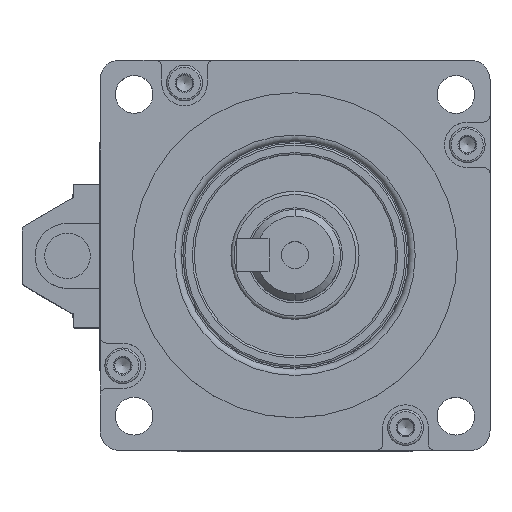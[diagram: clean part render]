
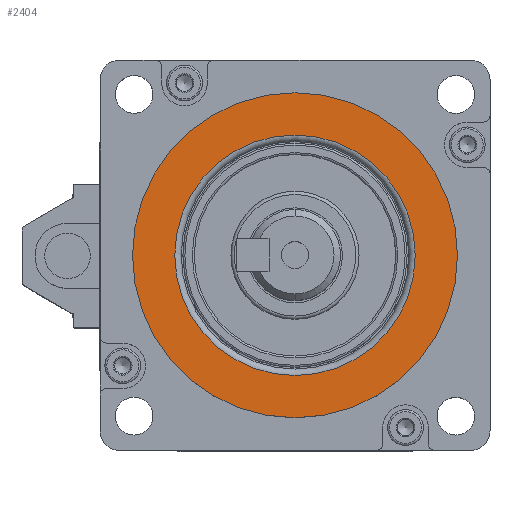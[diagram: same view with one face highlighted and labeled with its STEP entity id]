
A CAD part, top view. The second image highlights one B-rep face of the part: STEP entity #2404.
In plain terms, the highlighted planar face has unit normal (0, 0, 1).
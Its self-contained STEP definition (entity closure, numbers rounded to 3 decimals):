
#1340=FACE_BOUND('',#4457,.T.);
#1341=FACE_BOUND('',#4458,.T.);
#1923=PLANE('',#16472);
#2404=ADVANCED_FACE('',(#1340,#1341),#1923,.T.);
#4457=EDGE_LOOP('',(#7877));
#4458=EDGE_LOOP('',(#7878,#7879));
#7877=ORIENTED_EDGE('',*,*,#13611,.T.);
#7878=ORIENTED_EDGE('',*,*,#13609,.T.);
#7879=ORIENTED_EDGE('',*,*,#13573,.T.);
#11923=VERTEX_POINT('',#22128);
#11924=VERTEX_POINT('',#22129);
#11943=VERTEX_POINT('',#22200);
#13573=EDGE_CURVE('',#11923,#11924,#15616,.T.);
#13609=EDGE_CURVE('',#11924,#11923,#15642,.T.);
#13611=EDGE_CURVE('',#11943,#11943,#15644,.T.);
#15616=CIRCLE('',#16429,25.);
#15642=CIRCLE('',#16468,25.);
#15644=CIRCLE('',#16471,18.5);
#16429=AXIS2_PLACEMENT_3D('',#22127,#18427,#18428);
#16468=AXIS2_PLACEMENT_3D('',#22196,#18515,#18516);
#16471=AXIS2_PLACEMENT_3D('',#22199,#18521,#18522);
#16472=AXIS2_PLACEMENT_3D('',#22201,#18523,#18524);
#18427=DIRECTION('',(0.,0.,1.));
#18428=DIRECTION('',(0.,1.,0.));
#18515=DIRECTION('',(0.,0.,1.));
#18516=DIRECTION('',(0.,1.,0.));
#18521=DIRECTION('',(0.,0.,-1.));
#18522=DIRECTION('',(0.,1.,0.));
#18523=DIRECTION('',(0.,0.,1.));
#18524=DIRECTION('',(0.,1.,0.));
#22127=CARTESIAN_POINT('',(0.,0.,18.2));
#22128=CARTESIAN_POINT('',(0.,25.,18.2));
#22129=CARTESIAN_POINT('',(0.,-25.,18.2));
#22196=CARTESIAN_POINT('',(0.,0.,18.2));
#22199=CARTESIAN_POINT('',(0.,0.,18.2));
#22200=CARTESIAN_POINT('',(0.,18.5,18.2));
#22201=CARTESIAN_POINT('',(0.,0.,18.2));
